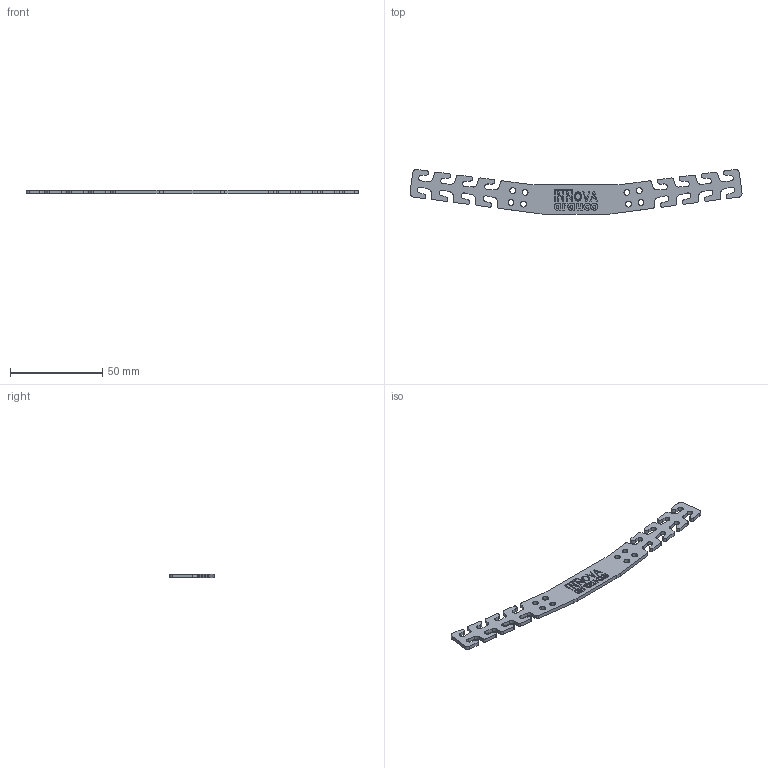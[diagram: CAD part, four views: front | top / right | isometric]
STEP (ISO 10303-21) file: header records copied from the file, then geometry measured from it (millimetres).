
FILE_DESCRIPTION(/* description */ (''),/* implementation_level */ '2;1');
FILE_NAME(/* name */ 'MASK-C~1',/* time_stamp */ '2020-05-15T14:16:54-04:00',/* author */ (''),/* organization */ (''),/* preprocessor_version */ 'ST-DEVELOPER v16.5',/* originating_system */ '',/* authorisation */ '');
FILE_SCHEMA (('AUTOMOTIVE_DESIGN'));
Length unit declared in the file: millimetre
Products named in the file (1): Document
Bounding box: 179.56 x 24.33 x 2 mm (x, y, z)
Volume: 4297.8 mm3; surface area: 6021.9 mm2
Topology: 1 solids, 1 shells, 298 faces, 834 edges, 556 vertices
Faces by surface type: bspline 232, plane 66
Entity records: 10417 total; most frequent: CARTESIAN_POINT 5764, ORIENTED_EDGE 1668, EDGE_CURVE 834, VERTEX_POINT 556, B_SPLINE_CURVE_WITH_KNOTS 342, EDGE_LOOP 332, ADVANCED_FACE 298, FACE_OUTER_BOUND 298
